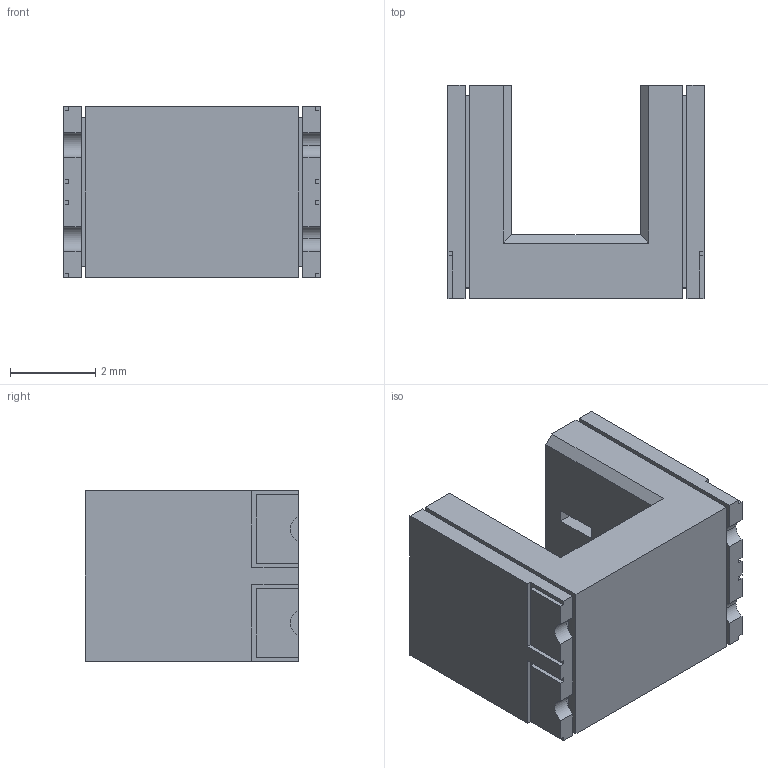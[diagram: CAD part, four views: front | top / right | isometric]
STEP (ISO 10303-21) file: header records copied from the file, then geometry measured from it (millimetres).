
FILE_DESCRIPTION (( 'STEP AP214' ), '1' );
FILE_NAME ('EE_SX1330.step', '2023-06-26T04:29:25', ( 'OSMC1.0 ' ), ( ' ' ), 'SwSTEP 2.0', 'SolidWorks 2002025', '' );
FILE_SCHEMA (( 'AUTOMOTIVE_DESIGN' ));
Length unit declared in the file: millimetre
Products named in the file (1): EE_SX1330
Bounding box: 6 x 5 x 4 mm (x, y, z)
Volume: 73.8 mm3; surface area: 178.2 mm2
Topology: 1 solids, 1 shells, 87 faces, 230 edges, 152 vertices
Faces by surface type: plane 79, cylinder 8
Entity records: 2913 total; most frequent: CARTESIAN_POINT 470, ORIENTED_EDGE 460, DIRECTION 422, EDGE_CURVE 230, LINE 214, VECTOR 214, VERTEX_POINT 152, AXIS2_PLACEMENT_3D 104
